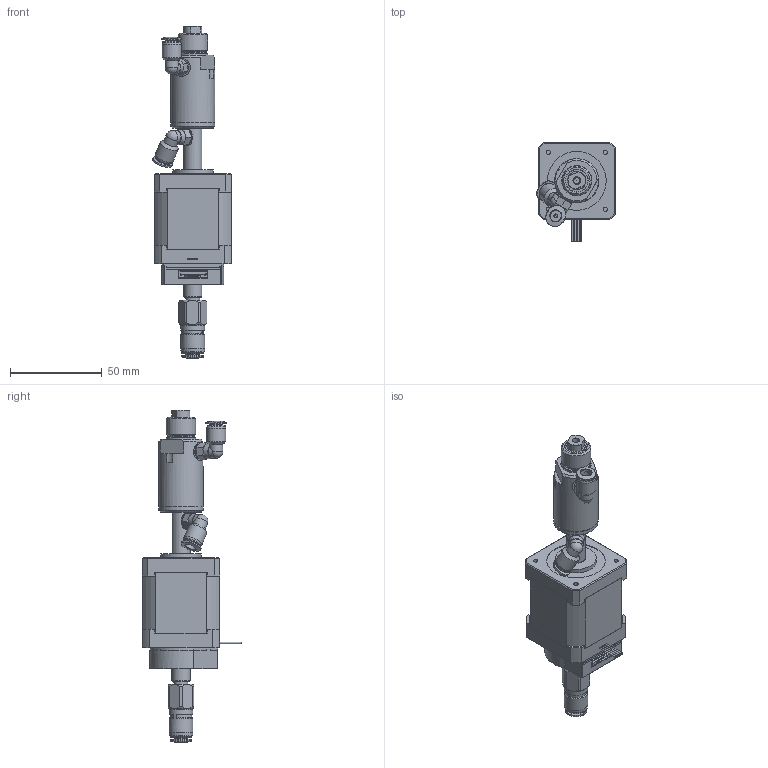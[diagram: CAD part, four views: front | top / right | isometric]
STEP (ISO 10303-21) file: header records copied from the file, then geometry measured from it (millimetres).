
FILE_DESCRIPTION(/* description */ ('KFMZ_Delta_Achse_4'),/* implementation_level */ '2;1');
FILE_NAME(/* name */ 'Pneumatic rotary feed-through.stp',/* time_stamp */ '2022-04-22T08:38:59+02:00',/* author */ ('jnekum'),/* organization */ (''),/* preprocessor_version */ 'ST-DEVELOPER v18.1',/* originating_system */ 'Autodesk Inventor 2020',/* authorisation */ '');
FILE_SCHEMA (('AUTOMOTIVE_DESIGN { 1 0 10303 214 3 1 1 }'));
Length unit declared in the file: millimetre
Products named in the file (10): Pneumatic rotary feed-through; MOT_ST_42_L_A_A; NOE2-05-B10; 918.146_DA4-Welle-Oben; 918.147_DA4-Welle-Unten; 153527 QSR-M5-6; DHS2017-S---Hubsauger-komplett-3D-zweiteilig; DHS2017-Zylinder-komplett-3D_n_Standard; DHS2017-Kolben-3D_n_Standard; 153335_QSML_M5_6
Assembly tree (10 placements, depth 3):
  Pneumatic rotary feed-through
    MOT_ST_42_L_A_A
    NOE2-05-B10
    918.146_DA4-Welle-Oben
    918.147_DA4-Welle-Unten
    153527 QSR-M5-6
    DHS2017-S---Hubsauger-komplett-3D-zweiteilig
      DHS2017-Zylinder-komplett-3D_n_Standard
      DHS2017-Kolben-3D_n_Standard
    153335_QSML_M5_6  x2
Bounding box: 42.86 x 54 x 180.5 mm (x, y, z)
Volume: 106297.9 mm3; surface area: 40111.1 mm2
Topology: 8 solids, 15 shells, 508 faces, 1447 edges, 996 vertices
Faces by surface type: plane 231, cylinder 137, cone 114, torus 22, sphere 4
Full cylindrical faces by diameter (mm): 1 x4, 1.6 x1, 2 x3, 2.1 x4, 2.4 x4, 2.5 x2, 3.3 x1, 3.333 x1, 4 x1, 4.134 x2, 4.2 x2, 4.92 x1, 5 x4, 5.6 x3, 6 x6, 6.6 x2, 7 x6, 7.4 x1, 7.6 x5, 7.875 x2, 9.696 x2, 10 x6, 10.05 x1, 10.5 x4, 11.8 x3, 12 x1, 12.4 x1, 12.5 x1, 13 x1, 14.4 x1
Entity records: 15990 total; most frequent: CARTESIAN_POINT 3091, DIRECTION 2711, ORIENTED_EDGE 2426, EDGE_CURVE 1297, AXIS2_PLACEMENT_3D 1042, VERTEX_POINT 902, LINE 627, VECTOR 627
